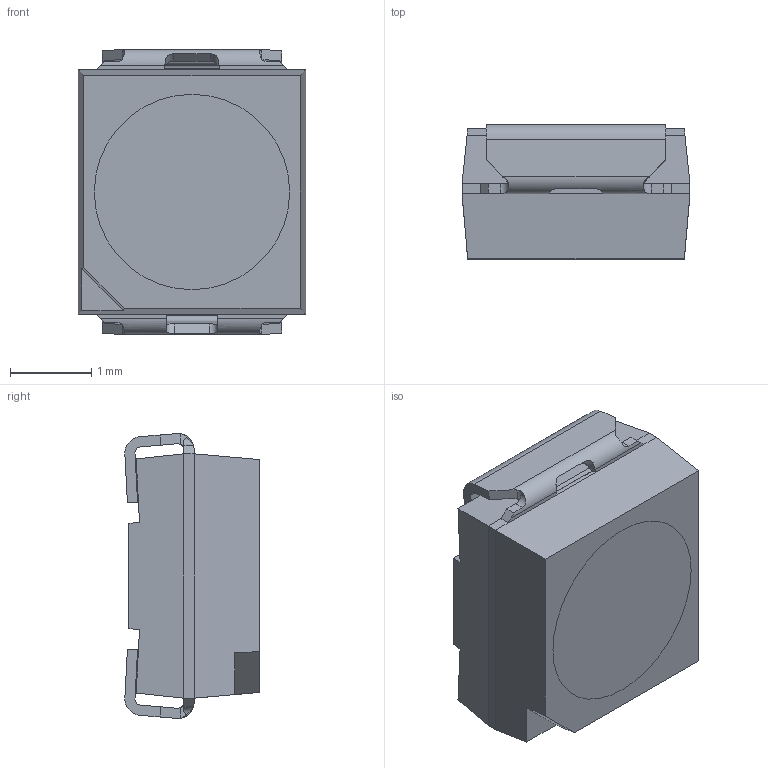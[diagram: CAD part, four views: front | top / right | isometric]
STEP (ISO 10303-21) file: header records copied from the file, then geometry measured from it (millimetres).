
FILE_DESCRIPTION(/* description */ (''),/* implementation_level */ '2;1');
FILE_NAME(/* name */ 'MarCom-3D-PLCC2_Housing2.stp',/* time_stamp */ '2019-11-18T07:44:14+01:00',/* author */ ('akamay'),/* organization */ (''),/* preprocessor_version */ 'ST-DEVELOPER v17.2',/* originating_system */ 'Autodesk Inventor 2019',/* authorisation */ '');
FILE_SCHEMA (('AUTOMOTIVE_DESIGN { 1 0 10303 214 3 1 1 }'));
Length unit declared in the file: millimetre
Products named in the file (1): MarCom-3D-PLCC2_Housing
Bounding box: 2.8 x 1.65 x 3.5 mm (x, y, z)
Volume: 13 mm3; surface area: 47.8 mm2
Topology: 1 solids, 1 shells, 100 faces, 276 edges, 175 vertices
Faces by surface type: plane 74, cylinder 26
Full cylindrical faces by diameter (mm): 1 x1
Entity records: 3342 total; most frequent: CARTESIAN_POINT 744, ORIENTED_EDGE 552, DIRECTION 515, EDGE_CURVE 276, LINE 191, VECTOR 191, VERTEX_POINT 175, AXIS2_PLACEMENT_3D 162
